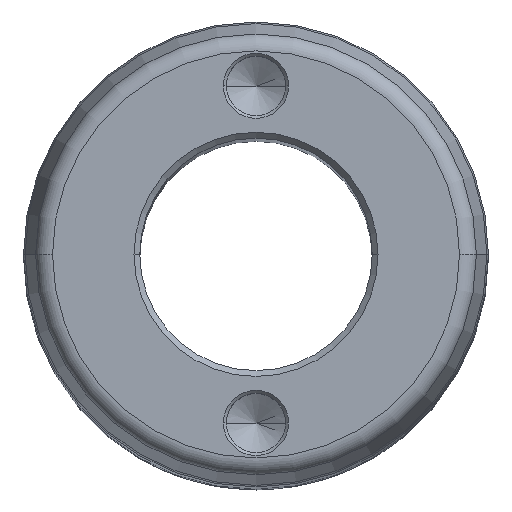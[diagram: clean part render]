
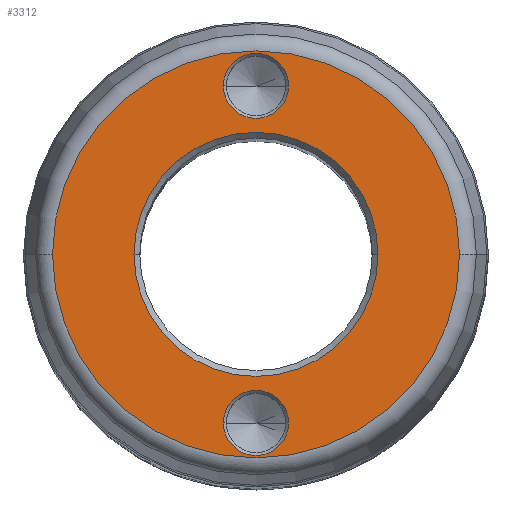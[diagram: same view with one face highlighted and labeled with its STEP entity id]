
A CAD part, top view. The second image highlights one B-rep face of the part: STEP entity #3312.
In plain terms, the highlighted planar face has unit normal (0, 0, 1).
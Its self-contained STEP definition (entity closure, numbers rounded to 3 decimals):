
#56 = CIRCLE ( 'NONE', #2321, 5.6 ) ;
#59 = AXIS2_PLACEMENT_3D ( 'NONE', #396, #2984, #3522 ) ;
#118 = CARTESIAN_POINT ( 'NONE',  ( 0., 0., 315. ) ) ;
#212 = AXIS2_PLACEMENT_3D ( 'NONE', #1414, #871, #600 ) ;
#295 = ORIENTED_EDGE ( 'NONE', *, *, #2518, .T. ) ;
#367 = DIRECTION ( 'NONE',  ( 0., 0., -1. ) ) ;
#396 = CARTESIAN_POINT ( 'NONE',  ( 0., 0., 315. ) ) ;
#407 = DIRECTION ( 'NONE',  ( 1., 0., 0. ) ) ;
#420 = CIRCLE ( 'NONE', #2631, 21. ) ;
#432 = DIRECTION ( 'NONE',  ( 0., 0., 1. ) ) ;
#461 = CIRCLE ( 'NONE', #59, 35.019 ) ;
#467 = VERTEX_POINT ( 'NONE', #1108 ) ;
#600 = DIRECTION ( 'NONE',  ( 1., 0., 0. ) ) ;
#743 = VERTEX_POINT ( 'NONE', #1031 ) ;
#871 = DIRECTION ( 'NONE',  ( 0., 0., 1. ) ) ;
#955 = ORIENTED_EDGE ( 'NONE', *, *, #3695, .T. ) ;
#1011 = CARTESIAN_POINT ( 'NONE',  ( 0., -29., 315. ) ) ;
#1031 = CARTESIAN_POINT ( 'NONE',  ( -21., 0., 315. ) ) ;
#1089 = VERTEX_POINT ( 'NONE', #1450 ) ;
#1108 = CARTESIAN_POINT ( 'NONE',  ( 5.6, -29., 315. ) ) ;
#1159 = VERTEX_POINT ( 'NONE', #1461 ) ;
#1164 = EDGE_CURVE ( 'NONE', #2298, #743, #1173, .T. ) ;
#1173 = CIRCLE ( 'NONE', #2149, 21. ) ;
#1214 = AXIS2_PLACEMENT_3D ( 'NONE', #2051, #3214, #1747 ) ;
#1273 = DIRECTION ( 'NONE',  ( 1., 0., 0. ) ) ;
#1297 = ORIENTED_EDGE ( 'NONE', *, *, #1164, .T. ) ;
#1337 = AXIS2_PLACEMENT_3D ( 'NONE', #1873, #432, #1273 ) ;
#1344 = CIRCLE ( 'NONE', #1214, 5.6 ) ;
#1414 = CARTESIAN_POINT ( 'NONE',  ( 0., 0., 315. ) ) ;
#1424 = FACE_BOUND ( 'NONE', #3161, .T. ) ;
#1446 = CARTESIAN_POINT ( 'NONE',  ( -35.019, 0., 315. ) ) ;
#1450 = CARTESIAN_POINT ( 'NONE',  ( -5.6, -29., 315. ) ) ;
#1461 = CARTESIAN_POINT ( 'NONE',  ( 5.6, 29., 315. ) ) ;
#1547 = ORIENTED_EDGE ( 'NONE', *, *, #3621, .T. ) ;
#1556 = CARTESIAN_POINT ( 'NONE',  ( 0., -29., 315. ) ) ;
#1568 = VERTEX_POINT ( 'NONE', #1446 ) ;
#1700 = FACE_BOUND ( 'NONE', #3531, .T. ) ;
#1746 = EDGE_LOOP ( 'NONE', ( #3367, #2398 ) ) ;
#1747 = DIRECTION ( 'NONE',  ( 1., 0., 0. ) ) ;
#1759 = CARTESIAN_POINT ( 'NONE',  ( 0., 0., 315. ) ) ;
#1873 = CARTESIAN_POINT ( 'NONE',  ( 0., 0., 315. ) ) ;
#1932 = AXIS2_PLACEMENT_3D ( 'NONE', #1011, #3638, #3594 ) ;
#2005 = DIRECTION ( 'NONE',  ( 0., 0., -1. ) ) ;
#2051 = CARTESIAN_POINT ( 'NONE',  ( 0., 29., 315. ) ) ;
#2058 = ORIENTED_EDGE ( 'NONE', *, *, #2178, .T. ) ;
#2091 = CARTESIAN_POINT ( 'NONE',  ( 0., 29., 315. ) ) ;
#2145 = VERTEX_POINT ( 'NONE', #2477 ) ;
#2149 = AXIS2_PLACEMENT_3D ( 'NONE', #118, #2410, #2931 ) ;
#2178 = EDGE_CURVE ( 'NONE', #467, #1089, #3354, .T. ) ;
#2298 = VERTEX_POINT ( 'NONE', #3509 ) ;
#2321 = AXIS2_PLACEMENT_3D ( 'NONE', #2091, #367, #407 ) ;
#2398 = ORIENTED_EDGE ( 'NONE', *, *, #3313, .T. ) ;
#2410 = DIRECTION ( 'NONE',  ( 0., 0., -1. ) ) ;
#2477 = CARTESIAN_POINT ( 'NONE',  ( 35.019, 0., 315. ) ) ;
#2504 = EDGE_CURVE ( 'NONE', #1089, #467, #3078, .T. ) ;
#2518 = EDGE_CURVE ( 'NONE', #2145, #1568, #3166, .T. ) ;
#2583 = FACE_BOUND ( 'NONE', #1746, .T. ) ;
#2630 = PLANE ( 'NONE',  #212 ) ;
#2631 = AXIS2_PLACEMENT_3D ( 'NONE', #1759, #2005, #3211 ) ;
#2715 = VERTEX_POINT ( 'NONE', #3632 ) ;
#2908 = EDGE_LOOP ( 'NONE', ( #295, #955 ) ) ;
#2931 = DIRECTION ( 'NONE',  ( 1., 0., 0. ) ) ;
#2938 = AXIS2_PLACEMENT_3D ( 'NONE', #1556, #3066, #3348 ) ;
#2984 = DIRECTION ( 'NONE',  ( 0., 0., 1. ) ) ;
#3066 = DIRECTION ( 'NONE',  ( 0., 0., -1. ) ) ;
#3078 = CIRCLE ( 'NONE', #1932, 5.6 ) ;
#3161 = EDGE_LOOP ( 'NONE', ( #2058, #3537 ) ) ;
#3166 = CIRCLE ( 'NONE', #1337, 35.019 ) ;
#3211 = DIRECTION ( 'NONE',  ( 1., 0., 0. ) ) ;
#3214 = DIRECTION ( 'NONE',  ( 0., 0., -1. ) ) ;
#3312 = ADVANCED_FACE ( 'NONE', ( #1424, #2583, #1700, #3662 ), #2630, .T. ) ;
#3313 = EDGE_CURVE ( 'NONE', #2715, #1159, #1344, .T. ) ;
#3348 = DIRECTION ( 'NONE',  ( 1., 0., 0. ) ) ;
#3354 = CIRCLE ( 'NONE', #2938, 5.6 ) ;
#3367 = ORIENTED_EDGE ( 'NONE', *, *, #3686, .T. ) ;
#3509 = CARTESIAN_POINT ( 'NONE',  ( 21., 0., 315. ) ) ;
#3522 = DIRECTION ( 'NONE',  ( 1., 0., 0. ) ) ;
#3531 = EDGE_LOOP ( 'NONE', ( #1297, #1547 ) ) ;
#3537 = ORIENTED_EDGE ( 'NONE', *, *, #2504, .T. ) ;
#3594 = DIRECTION ( 'NONE',  ( 1., 0., 0. ) ) ;
#3621 = EDGE_CURVE ( 'NONE', #743, #2298, #420, .T. ) ;
#3632 = CARTESIAN_POINT ( 'NONE',  ( -5.6, 29., 315. ) ) ;
#3638 = DIRECTION ( 'NONE',  ( 0., 0., -1. ) ) ;
#3662 = FACE_OUTER_BOUND ( 'NONE', #2908, .T. ) ;
#3686 = EDGE_CURVE ( 'NONE', #1159, #2715, #56, .T. ) ;
#3695 = EDGE_CURVE ( 'NONE', #1568, #2145, #461, .T. ) ;
